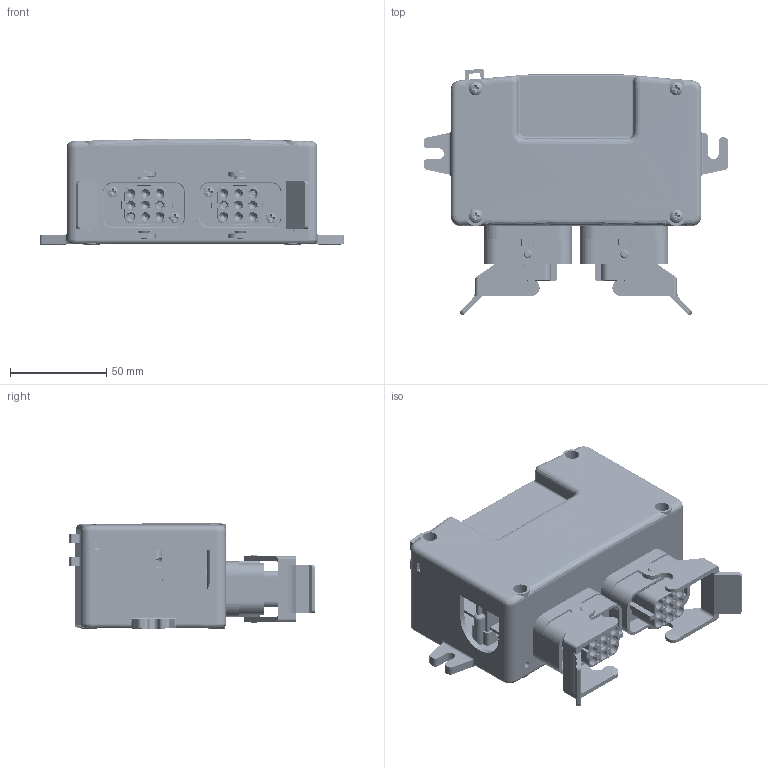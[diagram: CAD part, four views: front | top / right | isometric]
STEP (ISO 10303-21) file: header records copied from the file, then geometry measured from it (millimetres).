
FILE_DESCRIPTION(/* description */ (''),/* implementation_level */ '2;1');
FILE_NAME(/* name */ '100095451ugm000_b.stp',/* time_stamp */ '2016-11-23T08:21:24+01:00',/* author */ (''),/* organization */ (''),/* preprocessor_version */ 'ST-DEVELOPER v16',/* originating_system */ 'SIEMENS PLM Software NX 10.0',/* authorisation */ '');
FILE_SCHEMA (('AUTOMOTIVE_DESIGN { 1 0 10303 214 3 1 1 1 }'));
Products named in the file (1): 100095451ugm000_b
Bounding box: 158 x 127.68 x 55 mm (x, y, z)
Volume: 50405.6 mm3; surface area: 188426.1 mm2
Topology: 25 solids, 26 shells, 7381 faces, 21775 edges, 14702 vertices
Faces by surface type: plane 3889, cylinder 2027, bspline 925, cone 337, extrusion 111, torus 56, sphere 36
Full cylindrical faces by diameter (mm): 0.8 x14, 1.4 x2, 1.5 x10, 1.65 x8, 1.8 x7, 1.9 x8, 2 x16, 2.17 x20, 2.3 x1, 2.4 x23, 2.5 x13, 2.8 x18, 2.85 x14, 3.05 x14, 3.4 x18, 3.5 x18, 3.9 x14, 4 x4, 4.4 x4, 4.5 x28, 4.8 x18, 5 x14, 5.6 x8, 6.5 x7, 6.7 x7, 7 x4, 7.4 x4, 8.8 x7
Entity records: 351964 total; most frequent: CARTESIAN_POINT 132727, ORIENTED_EDGE 40516, DIRECTION 34729, EDGE_CURVE 20258, VERTEX_POINT 13496, AXIS2_PLACEMENT_3D 11855, VECTOR 11019, LINE 10908
